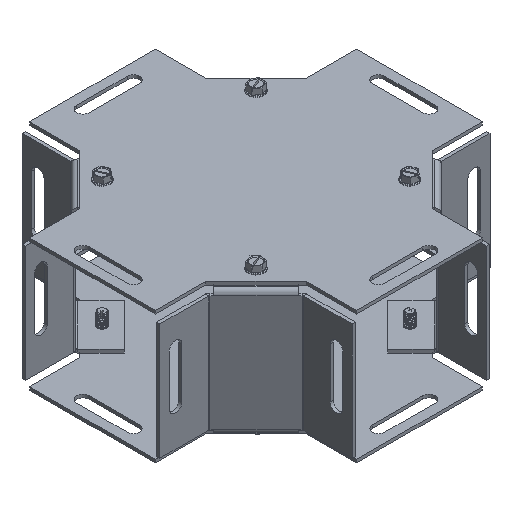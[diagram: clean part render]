
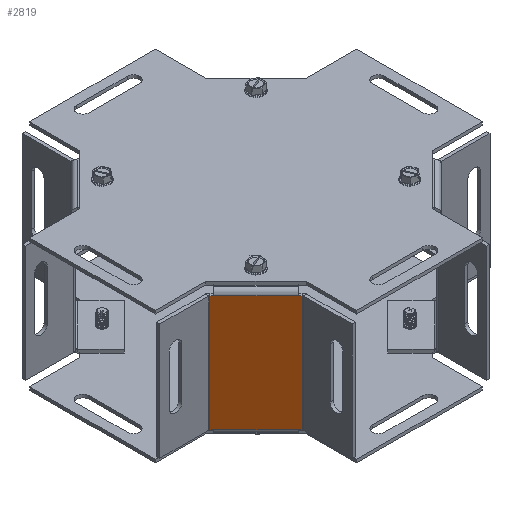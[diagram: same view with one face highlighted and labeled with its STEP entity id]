
A CAD part, isometric view. The second image highlights one B-rep face of the part: STEP entity #2819.
In plain terms, the highlighted face is planar.
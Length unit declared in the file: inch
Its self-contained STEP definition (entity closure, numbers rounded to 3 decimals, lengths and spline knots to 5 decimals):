
#258=PLANE('',#3040);
#367=FACE_OUTER_BOUND('',#558,.T.);
#558=EDGE_LOOP('',(#2214,#2215,#2216,#2217,#2218,#2219,#2220,#2221,#2222,
#2223,#2224,#2225));
#811=LINE('',#4367,#1039);
#827=LINE('',#4408,#1055);
#828=LINE('',#4411,#1056);
#829=LINE('',#4413,#1057);
#830=LINE('',#4415,#1058);
#831=LINE('',#4417,#1059);
#832=LINE('',#4418,#1060);
#833=LINE('',#4420,#1061);
#834=LINE('',#4422,#1062);
#835=LINE('',#4424,#1063);
#836=LINE('',#4426,#1064);
#837=LINE('',#4427,#1065);
#1039=VECTOR('',#3536,2.3131);
#1055=VECTOR('',#3578,2.3131);
#1056=VECTOR('',#3581,0.05512);
#1057=VECTOR('',#3582,0.0002);
#1058=VECTOR('',#3583,1.1875);
#1059=VECTOR('',#3584,0.0002);
#1060=VECTOR('',#3585,0.05512);
#1061=VECTOR('',#3586,0.05512);
#1062=VECTOR('',#3587,0.0002);
#1063=VECTOR('',#3588,1.1875);
#1064=VECTOR('',#3589,0.0002);
#1065=VECTOR('',#3590,0.05512);
#1369=VERTEX_POINT('',#4352);
#1370=VERTEX_POINT('',#4356);
#1381=VERTEX_POINT('',#4393);
#1382=VERTEX_POINT('',#4397);
#1384=VERTEX_POINT('',#4410);
#1385=VERTEX_POINT('',#4412);
#1386=VERTEX_POINT('',#4414);
#1387=VERTEX_POINT('',#4416);
#1388=VERTEX_POINT('',#4419);
#1389=VERTEX_POINT('',#4421);
#1390=VERTEX_POINT('',#4423);
#1391=VERTEX_POINT('',#4425);
#1665=EDGE_CURVE('',#1369,#1370,#811,.T.);
#1685=EDGE_CURVE('',#1381,#1382,#827,.T.);
#1686=EDGE_CURVE('',#1370,#1384,#828,.T.);
#1687=EDGE_CURVE('',#1384,#1385,#829,.T.);
#1688=EDGE_CURVE('',#1385,#1386,#830,.T.);
#1689=EDGE_CURVE('',#1386,#1387,#831,.T.);
#1690=EDGE_CURVE('',#1387,#1381,#832,.T.);
#1691=EDGE_CURVE('',#1382,#1388,#833,.T.);
#1692=EDGE_CURVE('',#1388,#1389,#834,.T.);
#1693=EDGE_CURVE('',#1389,#1390,#835,.T.);
#1694=EDGE_CURVE('',#1390,#1391,#836,.T.);
#1695=EDGE_CURVE('',#1391,#1369,#837,.T.);
#2214=ORIENTED_EDGE('',*,*,#1665,.T.);
#2215=ORIENTED_EDGE('',*,*,#1686,.T.);
#2216=ORIENTED_EDGE('',*,*,#1687,.T.);
#2217=ORIENTED_EDGE('',*,*,#1688,.T.);
#2218=ORIENTED_EDGE('',*,*,#1689,.T.);
#2219=ORIENTED_EDGE('',*,*,#1690,.T.);
#2220=ORIENTED_EDGE('',*,*,#1685,.T.);
#2221=ORIENTED_EDGE('',*,*,#1691,.T.);
#2222=ORIENTED_EDGE('',*,*,#1692,.T.);
#2223=ORIENTED_EDGE('',*,*,#1693,.T.);
#2224=ORIENTED_EDGE('',*,*,#1694,.T.);
#2225=ORIENTED_EDGE('',*,*,#1695,.T.);
#2819=ADVANCED_FACE('',(#367),#258,.T.);
#3040=AXIS2_PLACEMENT_3D('',#4409,#3579,#3580);
#3536=DIRECTION('',(0.,-1.,0.));
#3578=DIRECTION('',(0.,1.,0.));
#3579=DIRECTION('center_axis',(0.,0.,1.));
#3580=DIRECTION('ref_axis',(1.,0.,0.));
#3581=DIRECTION('',(1.,0.,0.));
#3582=DIRECTION('',(0.,-1.,0.));
#3583=DIRECTION('',(1.,0.,0.));
#3584=DIRECTION('',(0.,1.,0.));
#3585=DIRECTION('',(1.,0.,0.));
#3586=DIRECTION('',(-1.,0.,0.));
#3587=DIRECTION('',(0.,1.,0.));
#3588=DIRECTION('',(-1.,0.,0.));
#3589=DIRECTION('',(0.,-1.,0.));
#3590=DIRECTION('',(-1.,0.,0.));
#4352=CARTESIAN_POINT('',(-0.64887,1.15655,0.062));
#4356=CARTESIAN_POINT('',(-0.64887,-1.15655,0.062));
#4367=CARTESIAN_POINT('',(-0.64887,-0.57827,0.062));
#4393=CARTESIAN_POINT('',(0.64887,-1.15655,0.062));
#4397=CARTESIAN_POINT('',(0.64887,1.15655,0.062));
#4408=CARTESIAN_POINT('',(0.64887,0.57828,0.062));
#4409=CARTESIAN_POINT('Origin',(0.,0.,
0.062));
#4410=CARTESIAN_POINT('',(-0.59375,-1.15655,0.062));
#4411=CARTESIAN_POINT('',(-0.34375,-1.15655,0.062));
#4412=CARTESIAN_POINT('',(-0.59375,-1.15675,0.062));
#4413=CARTESIAN_POINT('',(-0.59375,-0.57827,0.062));
#4414=CARTESIAN_POINT('',(0.59375,-1.15675,0.062));
#4415=CARTESIAN_POINT('',(-0.34375,-1.15675,0.062));
#4416=CARTESIAN_POINT('',(0.59375,-1.15655,0.062));
#4417=CARTESIAN_POINT('',(0.59375,-0.594,0.062));
#4418=CARTESIAN_POINT('',(0.29688,-1.15655,0.062));
#4419=CARTESIAN_POINT('',(0.59375,1.15655,0.062));
#4420=CARTESIAN_POINT('',(0.34375,1.15655,0.062));
#4421=CARTESIAN_POINT('',(0.59375,1.15675,0.062));
#4422=CARTESIAN_POINT('',(0.59375,0.57828,0.062));
#4423=CARTESIAN_POINT('',(-0.59375,1.15675,0.062));
#4424=CARTESIAN_POINT('',(0.34375,1.15675,0.062));
#4425=CARTESIAN_POINT('',(-0.59375,1.15655,0.062));
#4426=CARTESIAN_POINT('',(-0.59375,0.594,0.062));
#4427=CARTESIAN_POINT('',(-0.29688,1.15655,0.062));
